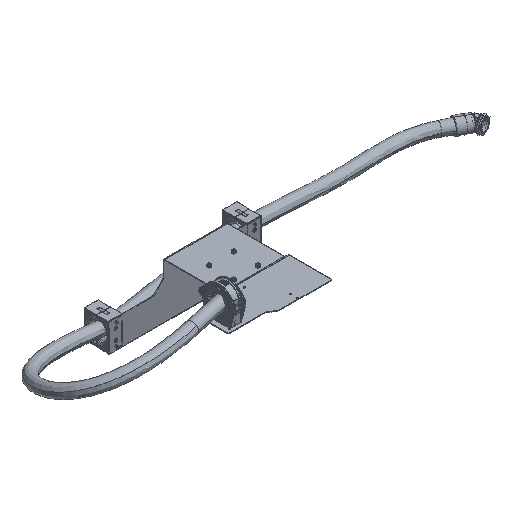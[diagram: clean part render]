
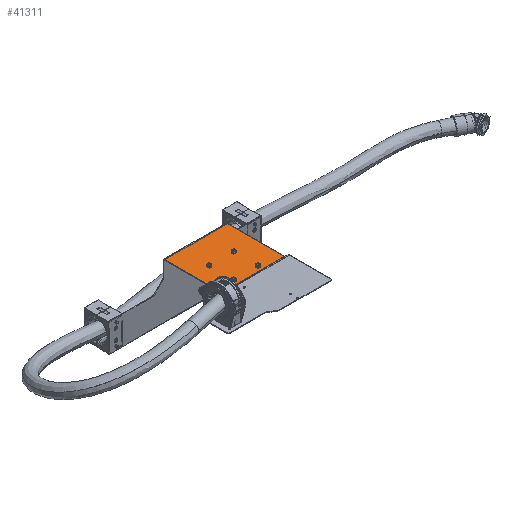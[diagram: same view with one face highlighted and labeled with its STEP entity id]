
A CAD part, isometric view. The second image highlights one B-rep face of the part: STEP entity #41311.
In plain terms, the highlighted planar face has unit normal (0, 0, 1).
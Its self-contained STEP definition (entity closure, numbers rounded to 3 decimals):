
#1048 = EDGE_CURVE ( 'NONE', #198451, #35215, #154353, .T. ) ;
#1107 = EDGE_CURVE ( 'NONE', #112156, #175972, #92682, .T. ) ;
#2724 = DIRECTION ( 'NONE',  ( 1., 0., 0. ) ) ;
#4060 = ORIENTED_EDGE ( 'NONE', *, *, #141609, .T. ) ;
#4322 = DIRECTION ( 'NONE',  ( 1., 0., 0. ) ) ;
#15826 = CARTESIAN_POINT ( 'NONE',  ( 237.5, 35.1, 1488. ) ) ;
#18763 = ORIENTED_EDGE ( 'NONE', *, *, #158487, .F. ) ;
#19453 = CARTESIAN_POINT ( 'NONE',  ( 237.5, -34.9, 1488. ) ) ;
#20173 = LINE ( 'NONE', #54244, #96837 ) ;
#21140 = VECTOR ( 'NONE', #159313, 1000. ) ;
#23439 = CARTESIAN_POINT ( 'NONE',  ( 310.75, 35.1, 1488. ) ) ;
#24443 = AXIS2_PLACEMENT_3D ( 'NONE', #160611, #158506, #59965 ) ;
#24811 = PLANE ( 'NONE',  #24443 ) ;
#24854 = DIRECTION ( 'NONE',  ( 1., 0., 0. ) ) ;
#27553 = CARTESIAN_POINT ( 'NONE',  ( 304.25, 35.1, 1488. ) ) ;
#28041 = FACE_BOUND ( 'NONE', #99636, .T. ) ;
#28587 = EDGE_LOOP ( 'NONE', ( #142313, #204813 ) ) ;
#30107 = CARTESIAN_POINT ( 'NONE',  ( 191.433, 117.449, 1488. ) ) ;
#31863 = VERTEX_POINT ( 'NONE', #27553 ) ;
#33562 = VERTEX_POINT ( 'NONE', #110976 ) ;
#35215 = VERTEX_POINT ( 'NONE', #36128 ) ;
#35382 = EDGE_CURVE ( 'NONE', #134644, #207319, #76689, .T. ) ;
#36128 = CARTESIAN_POINT ( 'NONE',  ( 234.25, -34.9, 1488. ) ) ;
#37025 = DIRECTION ( 'NONE',  ( 1., 0., 0. ) ) ;
#38752 = DIRECTION ( 'NONE',  ( 1., 0., 0. ) ) ;
#38803 = DIRECTION ( 'NONE',  ( 0., 1., 0. ) ) ;
#39003 = ORIENTED_EDGE ( 'NONE', *, *, #216095, .F. ) ;
#39933 = LINE ( 'NONE', #207382, #21140 ) ;
#41311 = ADVANCED_FACE ( 'NONE', ( #125659, #28041, #173723, #93915, #109269 ), #24811, .T. ) ;
#41602 = EDGE_CURVE ( 'NONE', #33562, #78947, #39933, .T. ) ;
#44577 = AXIS2_PLACEMENT_3D ( 'NONE', #123141, #187581, #38752 ) ;
#46918 = EDGE_CURVE ( 'NONE', #31863, #196247, #61436, .T. ) ;
#51713 = CARTESIAN_POINT ( 'NONE',  ( 191.433, -168.596, 1488. ) ) ;
#53887 = LINE ( 'NONE', #51713, #73206 ) ;
#54244 = CARTESIAN_POINT ( 'NONE',  ( 371.944, -168.596, 1488. ) ) ;
#58087 = DIRECTION ( 'NONE',  ( -1., 0., 0. ) ) ;
#59965 = DIRECTION ( 'NONE',  ( 1., 0., 0. ) ) ;
#59997 = AXIS2_PLACEMENT_3D ( 'NONE', #19453, #85333, #37025 ) ;
#61436 = CIRCLE ( 'NONE', #183602, 3.25 ) ;
#65577 = CARTESIAN_POINT ( 'NONE',  ( 240.75, 35.1, 1488. ) ) ;
#69457 = CIRCLE ( 'NONE', #209178, 3.25 ) ;
#73206 = VECTOR ( 'NONE', #90022, 1000. ) ;
#73252 = CARTESIAN_POINT ( 'NONE',  ( 307.5, -34.9, 1488. ) ) ;
#76689 = LINE ( 'NONE', #192529, #202351 ) ;
#78947 = VERTEX_POINT ( 'NONE', #114409 ) ;
#85333 = DIRECTION ( 'NONE',  ( 0., 0., 1. ) ) ;
#87703 = CARTESIAN_POINT ( 'NONE',  ( 237.5, -34.9, 1488. ) ) ;
#90022 = DIRECTION ( 'NONE',  ( 0., 1., 0. ) ) ;
#91102 = AXIS2_PLACEMENT_3D ( 'NONE', #104524, #117740, #2724 ) ;
#92682 = CIRCLE ( 'NONE', #120615, 3.25 ) ;
#93915 = FACE_BOUND ( 'NONE', #103658, .T. ) ;
#96837 = VECTOR ( 'NONE', #38803, 1000. ) ;
#97167 = CIRCLE ( 'NONE', #208941, 3.25 ) ;
#99636 = EDGE_LOOP ( 'NONE', ( #18763, #135190 ) ) ;
#102019 = EDGE_CURVE ( 'NONE', #175972, #112156, #97167, .T. ) ;
#102033 = EDGE_CURVE ( 'NONE', #193841, #214258, #212369, .T. ) ;
#103466 = CARTESIAN_POINT ( 'NONE',  ( 307.5, -34.9, 1488. ) ) ;
#103658 = EDGE_LOOP ( 'NONE', ( #117483, #201826 ) ) ;
#104429 = ORIENTED_EDGE ( 'NONE', *, *, #35382, .T. ) ;
#104524 = CARTESIAN_POINT ( 'NONE',  ( 307.5, 35.1, 1488. ) ) ;
#104603 = AXIS2_PLACEMENT_3D ( 'NONE', #87703, #168657, #153378 ) ;
#109269 = FACE_BOUND ( 'NONE', #28587, .T. ) ;
#110976 = CARTESIAN_POINT ( 'NONE',  ( 371.944, -47.156, 1488. ) ) ;
#112156 = VERTEX_POINT ( 'NONE', #151162 ) ;
#114409 = CARTESIAN_POINT ( 'NONE',  ( 191.433, -47.156, 1488. ) ) ;
#117483 = ORIENTED_EDGE ( 'NONE', *, *, #1048, .F. ) ;
#117740 = DIRECTION ( 'NONE',  ( 0., 0., 1. ) ) ;
#120615 = AXIS2_PLACEMENT_3D ( 'NONE', #73252, #205504, #24854 ) ;
#120988 = DIRECTION ( 'NONE',  ( 1., 0., 0. ) ) ;
#123141 = CARTESIAN_POINT ( 'NONE',  ( 237.5, 35.1, 1488. ) ) ;
#125659 = FACE_OUTER_BOUND ( 'NONE', #133144, .T. ) ;
#126261 = ORIENTED_EDGE ( 'NONE', *, *, #41602, .F. ) ;
#128900 = CARTESIAN_POINT ( 'NONE',  ( 371.944, 117.449, 1488. ) ) ;
#130364 = EDGE_CURVE ( 'NONE', #78947, #207319, #53887, .T. ) ;
#133144 = EDGE_LOOP ( 'NONE', ( #126261, #4060, #104429, #196383 ) ) ;
#134644 = VERTEX_POINT ( 'NONE', #128900 ) ;
#135190 = ORIENTED_EDGE ( 'NONE', *, *, #46918, .F. ) ;
#140809 = CARTESIAN_POINT ( 'NONE',  ( 310.75, -34.9, 1488. ) ) ;
#141609 = EDGE_CURVE ( 'NONE', #33562, #134644, #20173, .T. ) ;
#142313 = ORIENTED_EDGE ( 'NONE', *, *, #102019, .F. ) ;
#143355 = EDGE_CURVE ( 'NONE', #35215, #198451, #153540, .T. ) ;
#151162 = CARTESIAN_POINT ( 'NONE',  ( 304.25, -34.9, 1488. ) ) ;
#152739 = DIRECTION ( 'NONE',  ( 1., 0., 0. ) ) ;
#153378 = DIRECTION ( 'NONE',  ( 1., 0., 0. ) ) ;
#153540 = CIRCLE ( 'NONE', #104603, 3.25 ) ;
#154287 = DIRECTION ( 'NONE',  ( 0., 0., 1. ) ) ;
#154353 = CIRCLE ( 'NONE', #59997, 3.25 ) ;
#158487 = EDGE_CURVE ( 'NONE', #196247, #31863, #185427, .T. ) ;
#158506 = DIRECTION ( 'NONE',  ( 0., 0., 1. ) ) ;
#159313 = DIRECTION ( 'NONE',  ( -1., 0., 0. ) ) ;
#160611 = CARTESIAN_POINT ( 'NONE',  ( 420.433, -168.596, 1488. ) ) ;
#167998 = DIRECTION ( 'NONE',  ( 0., 0., 1. ) ) ;
#168657 = DIRECTION ( 'NONE',  ( 0., 0., 1. ) ) ;
#173723 = FACE_BOUND ( 'NONE', #204854, .T. ) ;
#175972 = VERTEX_POINT ( 'NONE', #140809 ) ;
#183602 = AXIS2_PLACEMENT_3D ( 'NONE', #188071, #154287, #4322 ) ;
#185427 = CIRCLE ( 'NONE', #91102, 3.25 ) ;
#187581 = DIRECTION ( 'NONE',  ( 0., 0., 1. ) ) ;
#188071 = CARTESIAN_POINT ( 'NONE',  ( 307.5, 35.1, 1488. ) ) ;
#188652 = DIRECTION ( 'NONE',  ( 0., 0., 1. ) ) ;
#192529 = CARTESIAN_POINT ( 'NONE',  ( 420.433, 117.449, 1488. ) ) ;
#193155 = CARTESIAN_POINT ( 'NONE',  ( 240.75, -34.9, 1488. ) ) ;
#193841 = VERTEX_POINT ( 'NONE', #65577 ) ;
#196247 = VERTEX_POINT ( 'NONE', #23439 ) ;
#196383 = ORIENTED_EDGE ( 'NONE', *, *, #130364, .F. ) ;
#198451 = VERTEX_POINT ( 'NONE', #193155 ) ;
#198906 = CARTESIAN_POINT ( 'NONE',  ( 234.25, 35.1, 1488. ) ) ;
#201826 = ORIENTED_EDGE ( 'NONE', *, *, #143355, .F. ) ;
#202351 = VECTOR ( 'NONE', #58087, 1000. ) ;
#203275 = ORIENTED_EDGE ( 'NONE', *, *, #102033, .F. ) ;
#204813 = ORIENTED_EDGE ( 'NONE', *, *, #1107, .F. ) ;
#204854 = EDGE_LOOP ( 'NONE', ( #203275, #39003 ) ) ;
#205504 = DIRECTION ( 'NONE',  ( 0., 0., 1. ) ) ;
#207319 = VERTEX_POINT ( 'NONE', #30107 ) ;
#207382 = CARTESIAN_POINT ( 'NONE',  ( 420.433, -47.156, 1488. ) ) ;
#208941 = AXIS2_PLACEMENT_3D ( 'NONE', #103466, #188652, #120988 ) ;
#209178 = AXIS2_PLACEMENT_3D ( 'NONE', #15826, #167998, #152739 ) ;
#212369 = CIRCLE ( 'NONE', #44577, 3.25 ) ;
#214258 = VERTEX_POINT ( 'NONE', #198906 ) ;
#216095 = EDGE_CURVE ( 'NONE', #214258, #193841, #69457, .T. ) ;
